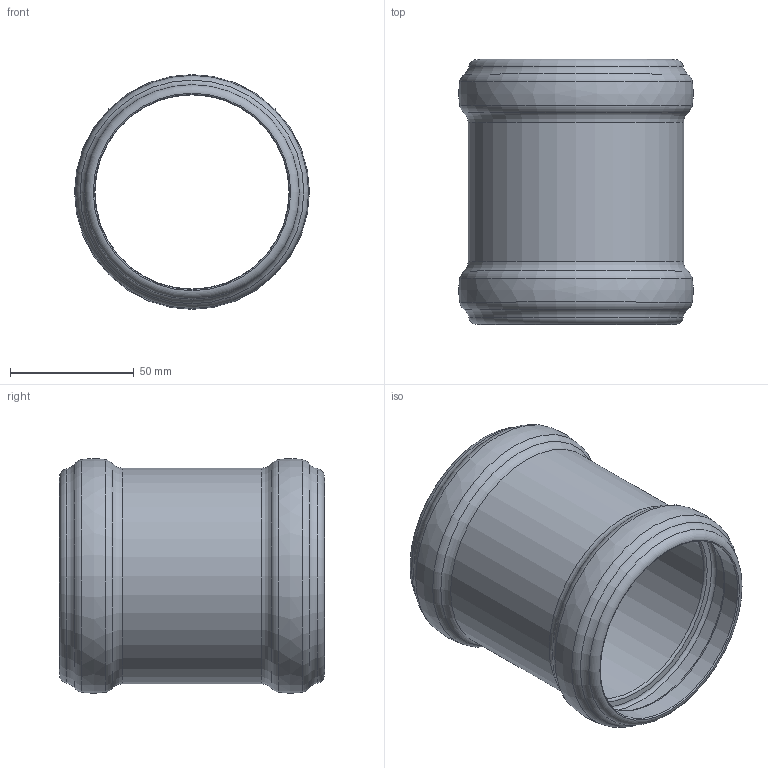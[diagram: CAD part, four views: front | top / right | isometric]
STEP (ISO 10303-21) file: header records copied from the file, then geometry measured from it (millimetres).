
FILE_DESCRIPTION(/* description */ (''),/* implementation_level */ '2;1');
FILE_NAME(/* name */ '333500 SKOLANsafeU Überschiebmuffe DN_OD 78.stp',/* time_stamp */ '2018-01-09T10:30:10+01:00',/* author */ ('user1'),/* organization */ (''),/* preprocessor_version */ 'ST-DEVELOPER v16.1',/* originating_system */ 'Autodesk Inventor 2016',/* authorisation */ '');
FILE_SCHEMA (('AUTOMOTIVE_DESIGN { 1 0 10303 214 3 1 1 }'));
Length unit declared in the file: millimetre
Products named in the file (1): 333500 SKOLANsafeU Überschiebmuffe DN_OD 78
Bounding box: 94.8 x 107 x 94.76 mm (x, y, z)
Volume: 126814.6 mm3; surface area: 62691.9 mm2
Topology: 1 solids, 1 shells, 32 faces, 68 edges, 36 vertices
Faces by surface type: torus 20, cylinder 6, cone 4, bspline 2
Full cylindrical faces by diameter (mm): 78.4 x1, 78.7 x2, 87 x1, 87.6 x2
Entity records: 764 total; most frequent: CARTESIAN_POINT 163, DIRECTION 134, ORIENTED_EDGE 76, AXIS2_PLACEMENT_3D 67, EDGE_LOOP 62, EDGE_CURVE 38, CIRCLE 36, VERTEX_POINT 36
